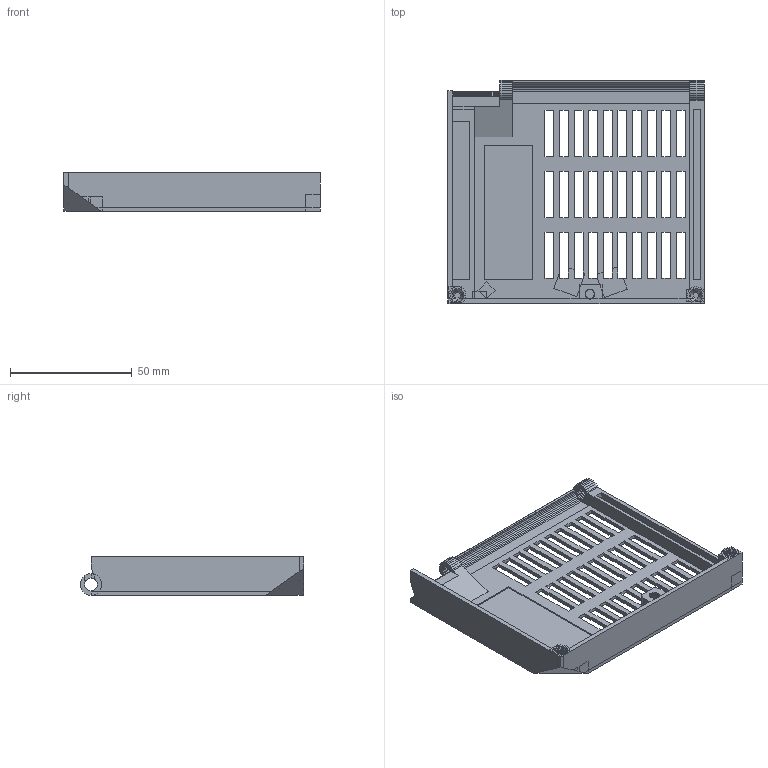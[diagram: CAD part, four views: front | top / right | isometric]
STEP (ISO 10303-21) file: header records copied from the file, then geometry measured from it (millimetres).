
FILE_DESCRIPTION(('FreeCAD Model'),'2;1');
FILE_NAME('Einsy-doors_no_text.step','2018-01-11T22:48:27',('Author'),(''), 'Open CASCADE STEP processor 6.8','FreeCAD','Unknown');
FILE_SCHEMA(('AUTOMOTIVE_DESIGN_CC2 { 1 2 10303 214 -1 1 5 4 }'));
Length unit declared in the file: millimetre
Products named in the file (1): difference
Bounding box: 105.5 x 91.98 x 16 mm (x, y, z)
Volume: 21168.6 mm3; surface area: 26519.9 mm2
Topology: 1 solids, 1 shells, 715 faces, 2041 edges, 1303 vertices
Faces by surface type: plane 606, bspline 109
Entity records: 37022 total; most frequent: CARTESIAN_POINT 19201, ORIENTED_EDGE 4082, DIRECTION 2997, EDGE_CURVE 2041, LINE 1783, VECTOR 1783, VERTEX_POINT 1303, FACE_BOUND 756
